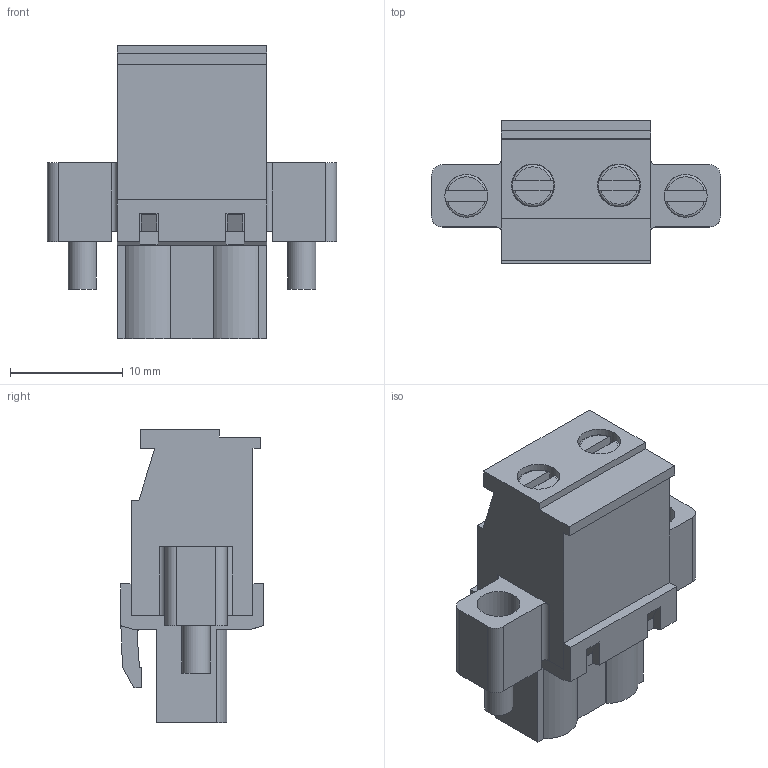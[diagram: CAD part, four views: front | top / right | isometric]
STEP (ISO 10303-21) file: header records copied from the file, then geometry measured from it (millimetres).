
FILE_DESCRIPTION( ( 'Unknown' ), '1' );
FILE_NAME( '691343410002.stp', 'Unknown', ( 'Quentin LAIDEBEUR' ), ( 'WE' ), 'PSStep 15.0.49', 'Sample-box', ' ' );
FILE_SCHEMA( ( 'AUTOMOTIVE_DESIGN { 1 0 10303 214 1 1 1 1 }' ) );
Length unit declared in the file: millimetre
Products named in the file (7): Assem1; vis cage; vis flange; Spring; cage; 691345410002; 691345410002_B
Assembly tree (10 placements, depth 2):
  Assem1
    vis cage  x2
    vis flange  x2
    Spring  x2
    cage  x2
    691345410002
    691345410002_B
Bounding box: 25.62 x 12.6 x 26 mm (x, y, z)
Volume: 2423.9 mm3; surface area: 5223 mm2
Topology: 10 solids, 10 shells, 430 faces, 1160 edges, 757 vertices
Faces by surface type: plane 345, cylinder 69, torus 12, cone 4
Full cylindrical faces by diameter (mm): 1.5 x2, 2.459 x2, 2.5 x2, 2.6 x2, 2.7 x2, 3 x4, 3.7 x2, 3.8 x6
Entity records: 13432 total; most frequent: CARTESIAN_POINT 1903, ORIENTED_EDGE 1812, DIRECTION 1712, EDGE_CURVE 906, LINE 788, VECTOR 788, VERTEX_POINT 605, AXIS2_PLACEMENT_3D 462
